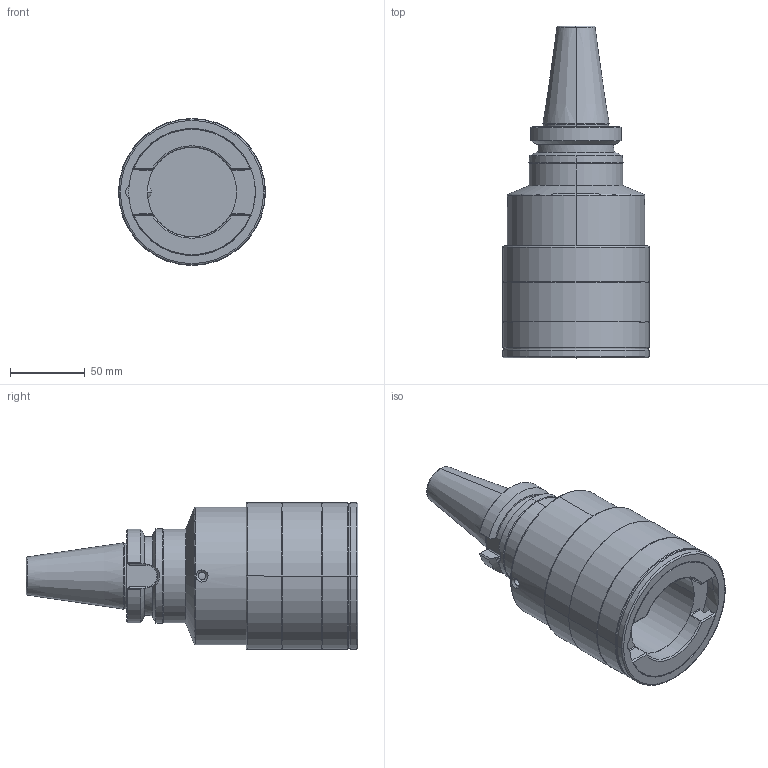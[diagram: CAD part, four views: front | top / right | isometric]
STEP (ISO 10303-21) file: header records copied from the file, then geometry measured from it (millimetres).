
FILE_DESCRIPTION((''),'2;1');
FILE_NAME('32900-40BT','2021-06-21T17:09:44',('046'),(''),'CREO PARAMETRIC BY PTC INC, 2019352','CREO PARAMETRIC BY PTC INC, 2019352','');
FILE_SCHEMA(('CONFIG_CONTROL_DESIGN'));
Length unit declared in the file: millimetre
Products named in the file (1): 32900-40BT
Bounding box: 98.5 x 222.4 x 98.5 mm (x, y, z)
Volume: 798605.4 mm3; surface area: 85539.5 mm2
Topology: 1 solids, 1 shells, 171 faces, 438 edges, 273 vertices
Faces by surface type: plane 56, cylinder 53, cone 30, torus 20, bspline 10, sphere 2
Entity records: 6808 total; most frequent: CARTESIAN_POINT 2741, ORIENTED_EDGE 872, DIRECTION 801, EDGE_CURVE 436, AXIS2_PLACEMENT_3D 310, VERTEX_POINT 273, EDGE_LOOP 185, VECTOR 181
